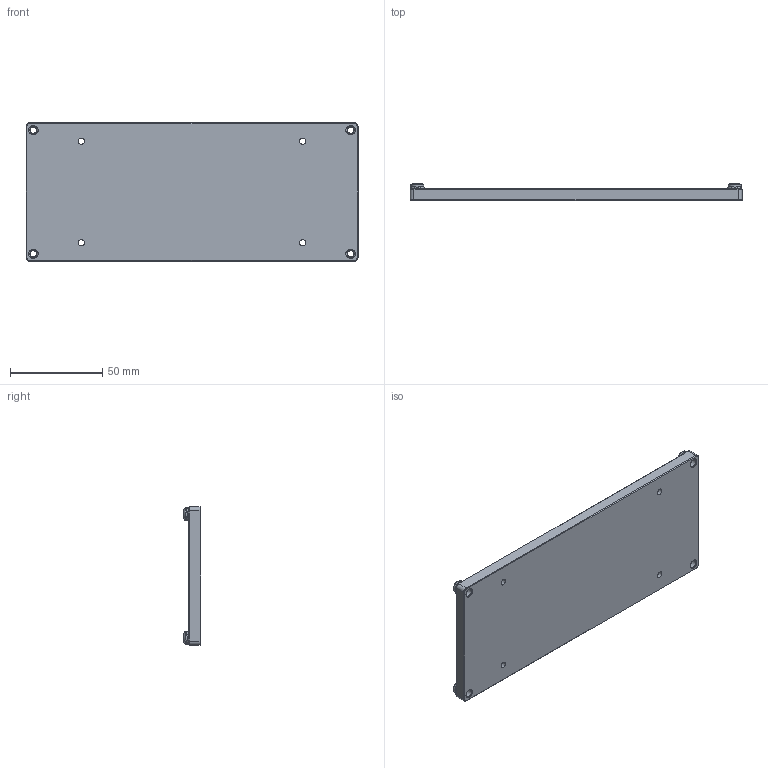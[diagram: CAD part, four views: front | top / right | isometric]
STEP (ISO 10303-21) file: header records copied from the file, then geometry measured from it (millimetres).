
FILE_DESCRIPTION(/* description */ (''),/* implementation_level */ '2;1');
FILE_NAME(/* name */ 'Corevus_Mount_Din_Rail_Horizontal.step',/* time_stamp */ '2023-10-20T12:25:04-04:00',/* author */ ('hugob'),/* organization */ (''),/* preprocessor_version */ 'ST-DEVELOPER v20',/* originating_system */ 'Autodesk Inventor 2024',/* authorisation */ '');
FILE_SCHEMA (('AUTOMOTIVE_DESIGN { 1 0 10303 214 3 1 1 }'));
Length unit declared in the file: millimetre
Products named in the file (1): Corevus_Mount_Din_Rail_Horizontal
Bounding box: 180 x 9.5 x 75 mm (x, y, z)
Volume: 87244.6 mm3; surface area: 30841 mm2
Topology: 1 solids, 1 shells, 138 faces, 340 edges, 212 vertices
Faces by surface type: bspline 60, plane 26, cylinder 24, cone 16, torus 12
Full cylindrical faces by diameter (mm): 3.4 x8, 4.3 x4, 5.75 x4, 7 x4
Entity records: 5219 total; most frequent: CARTESIAN_POINT 2205, ORIENTED_EDGE 680, DIRECTION 490, EDGE_CURVE 340, VERTEX_POINT 212, AXIS2_PLACEMENT_3D 185, EDGE_LOOP 162, FACE_OUTER_BOUND 138
